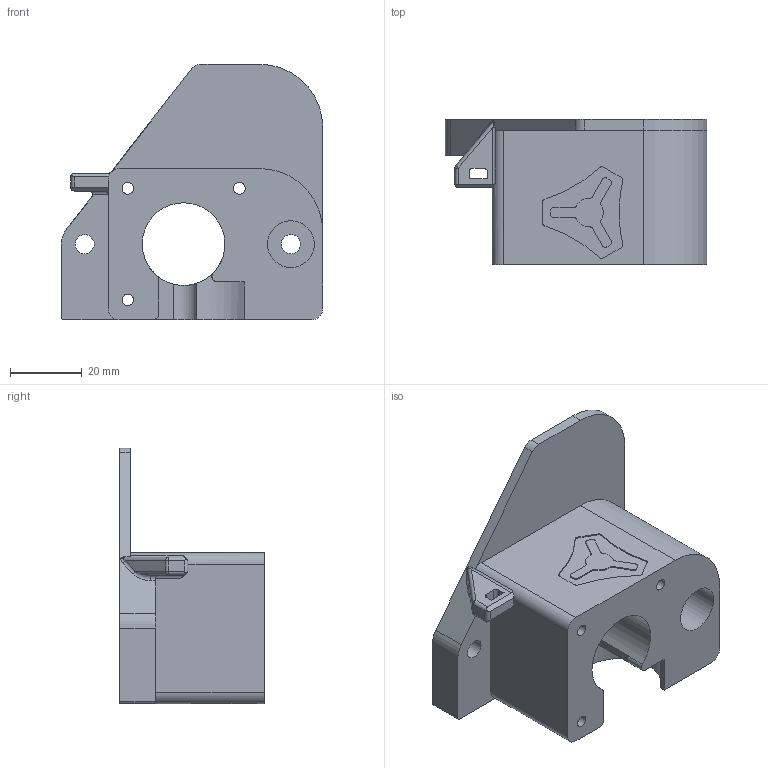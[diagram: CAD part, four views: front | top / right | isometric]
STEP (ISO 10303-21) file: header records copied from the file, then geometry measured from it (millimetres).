
FILE_DESCRIPTION (( 'STEP AP214' ), '1' );
FILE_NAME ('Power Corner 2.STEP', '2021-07-03T02:13:56', ( '' ), ( '' ), 'SwSTEP 2.0', 'SolidWorks 2018', '' );
FILE_SCHEMA (( 'AUTOMOTIVE_DESIGN' ));
Length unit declared in the file: millimetre
Products named in the file (1): Power Corner 2
Bounding box: 72.68 x 40.25 x 70.99 mm (x, y, z)
Volume: 74967.6 mm3; surface area: 22520.8 mm2
Topology: 1 solids, 1 shells, 178 faces, 486 edges, 312 vertices
Faces by surface type: plane 89, cylinder 77, cone 7, bspline 3, sphere 2
Entity records: 5803 total; most frequent: CARTESIAN_POINT 1179, DIRECTION 983, ORIENTED_EDGE 972, EDGE_CURVE 486, AXIS2_PLACEMENT_3D 352, VERTEX_POINT 312, LINE 279, VECTOR 279
